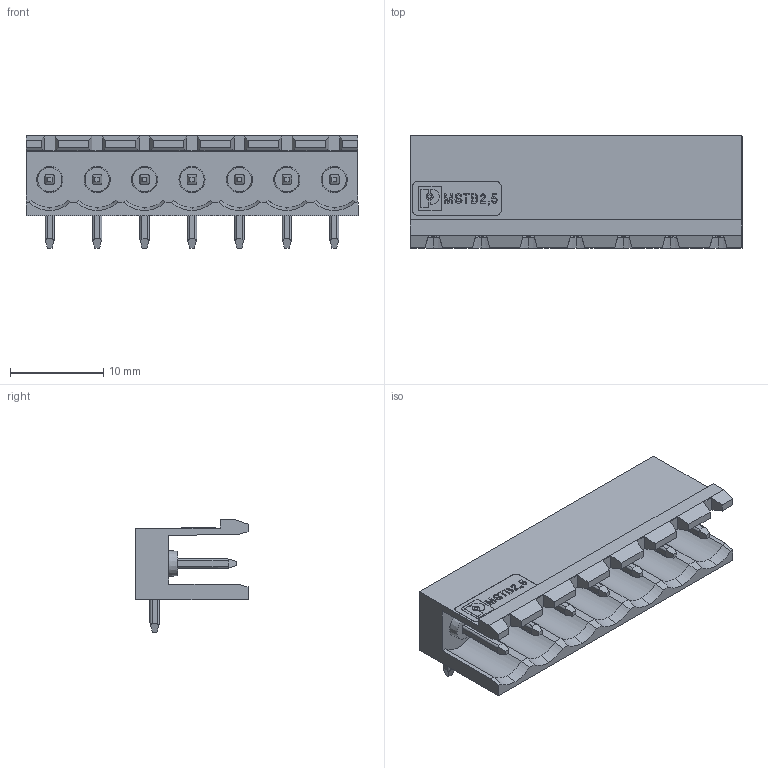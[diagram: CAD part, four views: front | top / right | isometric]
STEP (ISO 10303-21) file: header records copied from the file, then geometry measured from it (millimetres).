
FILE_DESCRIPTION(('STEP AP214'),'1');
FILE_NAME('cctmp_83D52F2F-33A9-49A8-A72F-262020D03C98_2023_02_03_16_21_04_0145_4720..stp','2023-02-03T16:21:05',('PHOENIX CONTACT Deutschland GmbH'),('CADClick - www.CADClick.com'),'Spatial InterOp 3D',' ','unknown authorization');
FILE_SCHEMA(('AUTOMOTIVE_DESIGN'));
Length unit declared in the file: millimetre
Products named in the file (9): 2023_02_03_16_21_03_0755; 2023_02_03_16_21_04_0145; 2023_02_03_16_21_04_0130; 2023_02_03_16_21_04_0114; 2023_02_03_16_21_04_0098; 2023_02_03_16_21_04_0083; 2023_02_03_16_21_04_0067; 2023_02_03_16_21_04_0051; 2023_02_03_16_21_04_0020
Assembly tree (8 placements, depth 2):
  2023_02_03_16_21_03_0755
    2023_02_03_16_21_04_0145
    2023_02_03_16_21_04_0130
    2023_02_03_16_21_04_0114
    2023_02_03_16_21_04_0098
    2023_02_03_16_21_04_0083
    2023_02_03_16_21_04_0067
    2023_02_03_16_21_04_0051
    2023_02_03_16_21_04_0020
Bounding box: 35.56 x 12 x 12.07 mm (x, y, z)
Volume: 1591.6 mm3; surface area: 2803.6 mm2
Topology: 8 solids, 8 shells, 826 faces, 2297 edges, 1508 vertices
Faces by surface type: plane 555, cylinder 201, bspline 28, cone 28, sphere 14
Entity records: 56703 total; most frequent: CARTESIAN_POINT 23468, ORIENTED_EDGE 4594, DIRECTION 4271, EDGE_CURVE 2297, STYLED_ITEM 1842, PRESENTATION_STYLE_ASSIGNMENT 1842, COLOUR_RGB 1842, LINE 1713
